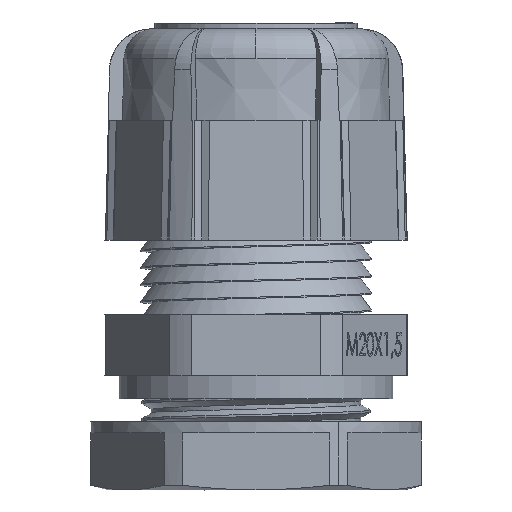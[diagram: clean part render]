
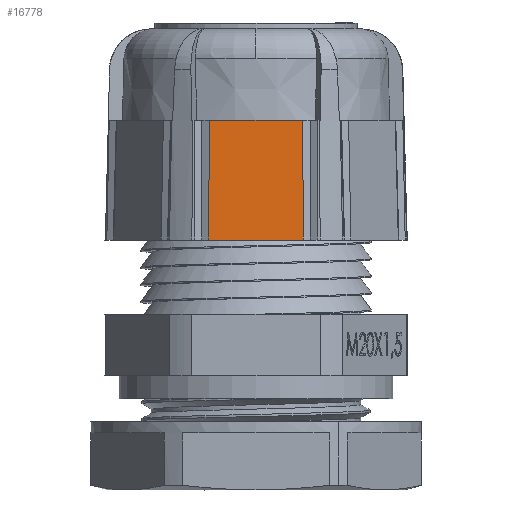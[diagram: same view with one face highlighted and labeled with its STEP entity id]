
A CAD part, front view. The second image highlights one B-rep face of the part: STEP entity #16778.
In plain terms, the highlighted planar face has unit normal (0, -1, 0.026).
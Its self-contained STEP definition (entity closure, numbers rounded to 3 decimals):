
#867 = LINE ( 'NONE', #5338, #12005 ) ;
#1266 = ORIENTED_EDGE ( 'NONE', *, *, #3973, .T. ) ;
#2856 = VERTEX_POINT ( 'NONE', #18645 ) ;
#3456 = LINE ( 'NONE', #13075, #12285 ) ;
#3749 = CARTESIAN_POINT ( 'NONE',  ( 0., -11.725, 10.5 ) ) ;
#3890 = ORIENTED_EDGE ( 'NONE', *, *, #16960, .T. ) ;
#3973 = EDGE_CURVE ( 'NONE', #19878, #10445, #9630, .T. ) ;
#3994 = VECTOR ( 'NONE', #16063, 1000. ) ;
#5166 = CARTESIAN_POINT ( 'NONE',  ( 0., -11.725, 10.5 ) ) ;
#5182 = AXIS2_PLACEMENT_3D ( 'NONE', #17892, #20783, #8163 ) ;
#5338 = CARTESIAN_POINT ( 'NONE',  ( 4.15, -12., 0.004 ) ) ;
#5342 = DIRECTION ( 'NONE',  ( -1., 0., 0. ) ) ;
#6130 = FACE_OUTER_BOUND ( 'NONE', #16595, .T. ) ;
#6655 = DIRECTION ( 'NONE',  ( 1., 0., 0. ) ) ;
#6871 = DIRECTION ( 'NONE',  ( -1., 0., 0. ) ) ;
#6952 = LINE ( 'NONE', #3749, #20897 ) ;
#8163 = DIRECTION ( 'NONE',  ( 0., -0.026, -1. ) ) ;
#8782 = EDGE_CURVE ( 'NONE', #10714, #2856, #14803, .T. ) ;
#8960 = VERTEX_POINT ( 'NONE', #13045 ) ;
#9373 = ORIENTED_EDGE ( 'NONE', *, *, #8782, .T. ) ;
#9541 = PLANE ( 'NONE',  #5182 ) ;
#9630 = LINE ( 'NONE', #11128, #3994 ) ;
#10445 = VERTEX_POINT ( 'NONE', #13335 ) ;
#10714 = VERTEX_POINT ( 'NONE', #19482 ) ;
#11062 = ORIENTED_EDGE ( 'NONE', *, *, #12985, .T. ) ;
#11128 = CARTESIAN_POINT ( 'NONE',  ( -4.15, -11.999, 0.026 ) ) ;
#11859 = DIRECTION ( 'NONE',  ( 0.006, -0.026, -1. ) ) ;
#12005 = VECTOR ( 'NONE', #11859, 1000. ) ;
#12285 = VECTOR ( 'NONE', #6655, 1000. ) ;
#12985 = EDGE_CURVE ( 'NONE', #10445, #8960, #3456, .T. ) ;
#13045 = CARTESIAN_POINT ( 'NONE',  ( 4.15, -12., 0. ) ) ;
#13075 = CARTESIAN_POINT ( 'NONE',  ( 0., -12., 0. ) ) ;
#13120 = VECTOR ( 'NONE', #6871, 1000. ) ;
#13335 = CARTESIAN_POINT ( 'NONE',  ( -4.15, -12., 0. ) ) ;
#14803 = LINE ( 'NONE', #5166, #13120 ) ;
#16063 = DIRECTION ( 'NONE',  ( -0.006, -0.026, -1. ) ) ;
#16256 = EDGE_CURVE ( 'NONE', #10714, #8960, #867, .T. ) ;
#16595 = EDGE_LOOP ( 'NONE', ( #19044, #9373, #3890, #1266, #11062 ) ) ;
#16778 = ADVANCED_FACE ( 'NONE', ( #6130 ), #9541, .T. ) ;
#16960 = EDGE_CURVE ( 'NONE', #2856, #19878, #6952, .T. ) ;
#17892 = CARTESIAN_POINT ( 'NONE',  ( 0., -12., 0. ) ) ;
#18575 = CARTESIAN_POINT ( 'NONE',  ( -4.085, -11.725, 10.5 ) ) ;
#18645 = CARTESIAN_POINT ( 'NONE',  ( 0., -11.725, 10.5 ) ) ;
#19044 = ORIENTED_EDGE ( 'NONE', *, *, #16256, .F. ) ;
#19482 = CARTESIAN_POINT ( 'NONE',  ( 4.085, -11.725, 10.5 ) ) ;
#19878 = VERTEX_POINT ( 'NONE', #18575 ) ;
#20783 = DIRECTION ( 'NONE',  ( 0., -1., 0.026 ) ) ;
#20897 = VECTOR ( 'NONE', #5342, 1000. ) ;
